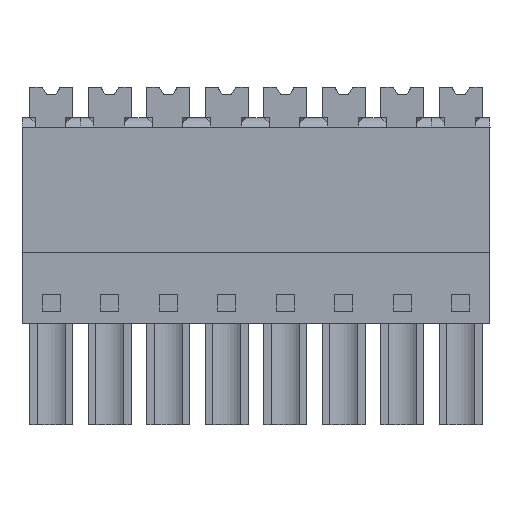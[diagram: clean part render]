
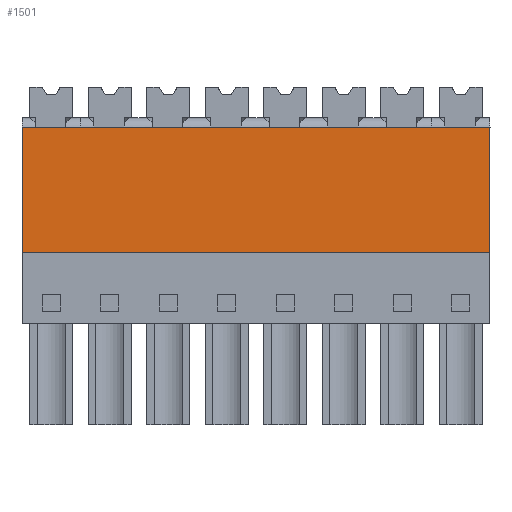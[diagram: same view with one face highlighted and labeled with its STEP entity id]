
A CAD part, front view. The second image highlights one B-rep face of the part: STEP entity #1501.
In plain terms, the highlighted planar face has unit normal (0, -1, 0).
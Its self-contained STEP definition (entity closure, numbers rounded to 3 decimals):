
#1481=AXIS2_PLACEMENT_3D('Plane Axis2P3D',#1478,#1479,#1480) ;
#91=CARTESIAN_POINT('Vertex',(0.,0.,11.25)) ;
#94=CARTESIAN_POINT('Line Origine',(0.,0.,15.325)) ;
#98=CARTESIAN_POINT('Vertex',(0.,0.,19.4)) ;
#1462=CARTESIAN_POINT('Vertex',(30.48,0.,11.25)) ;
#1465=CARTESIAN_POINT('Line Origine',(15.24,0.,11.25)) ;
#1478=CARTESIAN_POINT('Axis2P3D Location',(15.24,0.,11.25)) ;
#1483=CARTESIAN_POINT('Line Origine',(30.48,0.,15.325)) ;
#1487=CARTESIAN_POINT('Vertex',(30.48,0.,19.4)) ;
#1490=CARTESIAN_POINT('Line Origine',(15.24,0.,19.4)) ;
#95=DIRECTION('Vector Direction',(0.,0.,1.)) ;
#1466=DIRECTION('Vector Direction',(1.,0.,0.)) ;
#1479=DIRECTION('Axis2P3D Direction',(0.,1.,0.)) ;
#1480=DIRECTION('Axis2P3D XDirection',(0.,0.,1.)) ;
#1484=DIRECTION('Vector Direction',(0.,0.,1.)) ;
#1491=DIRECTION('Vector Direction',(1.,0.,0.)) ;
#96=VECTOR('Line Direction',#95,1.) ;
#1467=VECTOR('Line Direction',#1466,1.) ;
#1485=VECTOR('Line Direction',#1484,1.) ;
#1492=VECTOR('Line Direction',#1491,1.) ;
#1496=ORIENTED_EDGE('',*,*,#100,.F.) ;
#1497=ORIENTED_EDGE('',*,*,#1469,.T.) ;
#1498=ORIENTED_EDGE('',*,*,#1489,.T.) ;
#1499=ORIENTED_EDGE('',*,*,#1494,.F.) ;
#1501=ADVANCED_FACE('HOUSING',(#1500),#1482,.F.) ;
#100=EDGE_CURVE('',#92,#99,#97,.T.) ;
#1469=EDGE_CURVE('',#92,#1463,#1468,.T.) ;
#1489=EDGE_CURVE('',#1463,#1488,#1486,.T.) ;
#1494=EDGE_CURVE('',#99,#1488,#1493,.T.) ;
#1495=EDGE_LOOP('',(#1496,#1497,#1498,#1499)) ;
#1500=FACE_OUTER_BOUND('',#1495,.T.) ;
#97=LINE('Line',#94,#96) ;
#1468=LINE('Line',#1465,#1467) ;
#1486=LINE('Line',#1483,#1485) ;
#1493=LINE('Line',#1490,#1492) ;
#1482=PLANE('',#1481) ;
#92=VERTEX_POINT('',#91) ;
#99=VERTEX_POINT('',#98) ;
#1463=VERTEX_POINT('',#1462) ;
#1488=VERTEX_POINT('',#1487) ;
